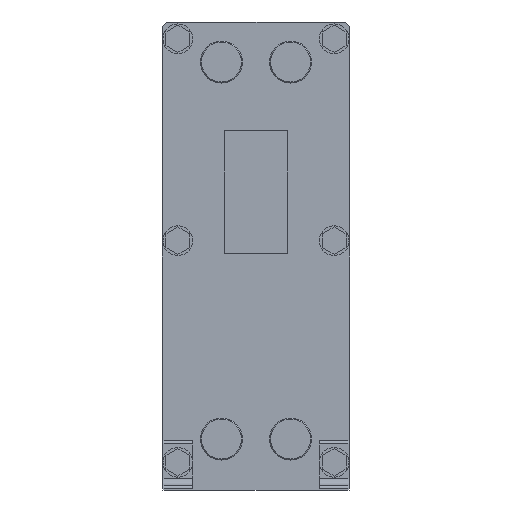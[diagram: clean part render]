
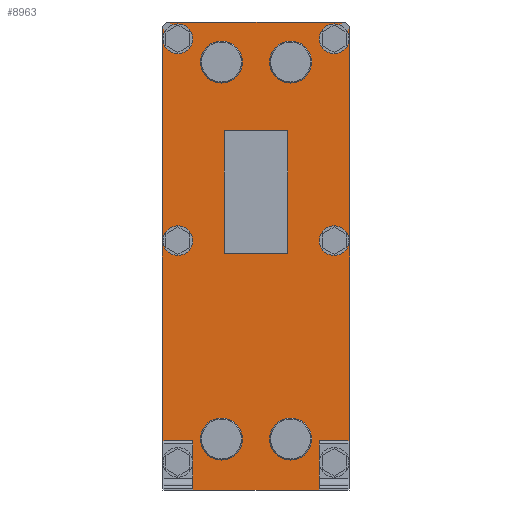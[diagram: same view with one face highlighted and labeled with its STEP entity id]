
A CAD part, front view. The second image highlights one B-rep face of the part: STEP entity #8963.
In plain terms, the highlighted planar face has unit normal (0, -1, 0).
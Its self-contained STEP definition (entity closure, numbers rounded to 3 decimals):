
#815=FACE_BOUND('',#1852,.T.);
#816=FACE_BOUND('',#1853,.T.);
#817=FACE_BOUND('',#1854,.T.);
#818=FACE_BOUND('',#1855,.T.);
#819=FACE_BOUND('',#1856,.T.);
#820=FACE_BOUND('',#1857,.T.);
#821=FACE_BOUND('',#1858,.T.);
#822=FACE_BOUND('',#1859,.T.);
#823=FACE_BOUND('',#1860,.T.);
#947=CIRCLE('',#9466,15.);
#948=CIRCLE('',#9467,15.);
#949=CIRCLE('',#9468,15.);
#950=CIRCLE('',#9469,15.);
#951=CIRCLE('',#9470,21.2);
#952=CIRCLE('',#9471,21.2);
#953=CIRCLE('',#9472,21.2);
#954=CIRCLE('',#9473,21.2);
#1361=FACE_OUTER_BOUND('',#1851,.T.);
#1851=EDGE_LOOP('',(#6419,#6420,#6421,#6422,#6423,#6424,#6425,#6426,#6427,
#6428,#6429,#6430,#6431,#6432));
#1852=EDGE_LOOP('',(#6433,#6434,#6435,#6436));
#1853=EDGE_LOOP('',(#6437));
#1854=EDGE_LOOP('',(#6438));
#1855=EDGE_LOOP('',(#6439));
#1856=EDGE_LOOP('',(#6440));
#1857=EDGE_LOOP('',(#6441));
#1858=EDGE_LOOP('',(#6442));
#1859=EDGE_LOOP('',(#6443));
#1860=EDGE_LOOP('',(#6444));
#2458=LINE('',#13197,#3478);
#2462=LINE('',#13204,#3482);
#2464=LINE('',#13208,#3484);
#2466=LINE('',#13212,#3486);
#2468=LINE('',#13216,#3488);
#2470=LINE('',#13220,#3490);
#2473=LINE('',#13226,#3493);
#2474=LINE('',#13229,#3494);
#2475=LINE('',#13231,#3495);
#2476=LINE('',#13233,#3496);
#2477=LINE('',#13235,#3497);
#2478=LINE('',#13237,#3498);
#2479=LINE('',#13239,#3499);
#2480=LINE('',#13240,#3500);
#2481=LINE('',#13243,#3501);
#2482=LINE('',#13245,#3502);
#2483=LINE('',#13247,#3503);
#2484=LINE('',#13248,#3504);
#3478=VECTOR('',#10376,10.);
#3482=VECTOR('',#10382,10.);
#3484=VECTOR('',#10386,10.);
#3486=VECTOR('',#10390,10.);
#3488=VECTOR('',#10394,10.);
#3490=VECTOR('',#10398,10.);
#3493=VECTOR('',#10403,10.);
#3494=VECTOR('',#10406,10.);
#3495=VECTOR('',#10407,10.);
#3496=VECTOR('',#10408,10.);
#3497=VECTOR('',#10409,10.);
#3498=VECTOR('',#10410,10.);
#3499=VECTOR('',#10411,10.);
#3500=VECTOR('',#10412,10.);
#3501=VECTOR('',#10413,10.);
#3502=VECTOR('',#10414,10.);
#3503=VECTOR('',#10415,10.);
#3504=VECTOR('',#10416,10.);
#4505=VERTEX_POINT('',#13194);
#4506=VERTEX_POINT('',#13196);
#4508=VERTEX_POINT('',#13202);
#4509=VERTEX_POINT('',#13206);
#4510=VERTEX_POINT('',#13210);
#4511=VERTEX_POINT('',#13214);
#4512=VERTEX_POINT('',#13218);
#4514=VERTEX_POINT('',#13224);
#4515=VERTEX_POINT('',#13228);
#4516=VERTEX_POINT('',#13230);
#4517=VERTEX_POINT('',#13232);
#4518=VERTEX_POINT('',#13234);
#4519=VERTEX_POINT('',#13236);
#4520=VERTEX_POINT('',#13238);
#4521=VERTEX_POINT('',#13241);
#4522=VERTEX_POINT('',#13242);
#4523=VERTEX_POINT('',#13244);
#4524=VERTEX_POINT('',#13246);
#4525=VERTEX_POINT('',#13249);
#4526=VERTEX_POINT('',#13251);
#4527=VERTEX_POINT('',#13253);
#4528=VERTEX_POINT('',#13255);
#4529=VERTEX_POINT('',#13257);
#4530=VERTEX_POINT('',#13259);
#4531=VERTEX_POINT('',#13261);
#4532=VERTEX_POINT('',#13263);
#5276=EDGE_CURVE('',#4506,#4505,#2458,.T.);
#5280=EDGE_CURVE('',#4505,#4508,#2462,.T.);
#5282=EDGE_CURVE('',#4508,#4509,#2464,.T.);
#5284=EDGE_CURVE('',#4509,#4510,#2466,.T.);
#5286=EDGE_CURVE('',#4510,#4511,#2468,.T.);
#5288=EDGE_CURVE('',#4511,#4512,#2470,.T.);
#5291=EDGE_CURVE('',#4512,#4514,#2473,.T.);
#5292=EDGE_CURVE('',#4514,#4515,#2474,.T.);
#5293=EDGE_CURVE('',#4515,#4516,#2475,.T.);
#5294=EDGE_CURVE('',#4516,#4517,#2476,.T.);
#5295=EDGE_CURVE('',#4518,#4517,#2477,.T.);
#5296=EDGE_CURVE('',#4518,#4519,#2478,.T.);
#5297=EDGE_CURVE('',#4519,#4520,#2479,.T.);
#5298=EDGE_CURVE('',#4520,#4506,#2480,.T.);
#5299=EDGE_CURVE('',#4521,#4522,#2481,.T.);
#5300=EDGE_CURVE('',#4522,#4523,#2482,.T.);
#5301=EDGE_CURVE('',#4523,#4524,#2483,.T.);
#5302=EDGE_CURVE('',#4524,#4521,#2484,.T.);
#5303=EDGE_CURVE('',#4525,#4525,#947,.T.);
#5304=EDGE_CURVE('',#4526,#4526,#948,.T.);
#5305=EDGE_CURVE('',#4527,#4527,#949,.T.);
#5306=EDGE_CURVE('',#4528,#4528,#950,.T.);
#5307=EDGE_CURVE('',#4529,#4529,#951,.T.);
#5308=EDGE_CURVE('',#4530,#4530,#952,.T.);
#5309=EDGE_CURVE('',#4531,#4531,#953,.T.);
#5310=EDGE_CURVE('',#4532,#4532,#954,.T.);
#6419=ORIENTED_EDGE('',*,*,#5292,.T.);
#6420=ORIENTED_EDGE('',*,*,#5293,.T.);
#6421=ORIENTED_EDGE('',*,*,#5294,.T.);
#6422=ORIENTED_EDGE('',*,*,#5295,.F.);
#6423=ORIENTED_EDGE('',*,*,#5296,.T.);
#6424=ORIENTED_EDGE('',*,*,#5297,.T.);
#6425=ORIENTED_EDGE('',*,*,#5298,.T.);
#6426=ORIENTED_EDGE('',*,*,#5276,.T.);
#6427=ORIENTED_EDGE('',*,*,#5280,.T.);
#6428=ORIENTED_EDGE('',*,*,#5282,.T.);
#6429=ORIENTED_EDGE('',*,*,#5284,.T.);
#6430=ORIENTED_EDGE('',*,*,#5286,.T.);
#6431=ORIENTED_EDGE('',*,*,#5288,.T.);
#6432=ORIENTED_EDGE('',*,*,#5291,.T.);
#6433=ORIENTED_EDGE('',*,*,#5299,.T.);
#6434=ORIENTED_EDGE('',*,*,#5300,.T.);
#6435=ORIENTED_EDGE('',*,*,#5301,.T.);
#6436=ORIENTED_EDGE('',*,*,#5302,.T.);
#6437=ORIENTED_EDGE('',*,*,#5303,.T.);
#6438=ORIENTED_EDGE('',*,*,#5304,.T.);
#6439=ORIENTED_EDGE('',*,*,#5305,.T.);
#6440=ORIENTED_EDGE('',*,*,#5306,.T.);
#6441=ORIENTED_EDGE('',*,*,#5307,.T.);
#6442=ORIENTED_EDGE('',*,*,#5308,.T.);
#6443=ORIENTED_EDGE('',*,*,#5309,.T.);
#6444=ORIENTED_EDGE('',*,*,#5310,.T.);
#8609=PLANE('',#9465);
#8963=ADVANCED_FACE('',(#1361,#815,#816,#817,#818,#819,#820,#821,#822,#823),
#8609,.T.);
#9465=AXIS2_PLACEMENT_3D('',#13227,#10404,#10405);
#9466=AXIS2_PLACEMENT_3D('',#13250,#10417,#10418);
#9467=AXIS2_PLACEMENT_3D('',#13252,#10419,#10420);
#9468=AXIS2_PLACEMENT_3D('',#13254,#10421,#10422);
#9469=AXIS2_PLACEMENT_3D('',#13256,#10423,#10424);
#9470=AXIS2_PLACEMENT_3D('',#13258,#10425,#10426);
#9471=AXIS2_PLACEMENT_3D('',#13260,#10427,#10428);
#9472=AXIS2_PLACEMENT_3D('',#13262,#10429,#10430);
#9473=AXIS2_PLACEMENT_3D('',#13264,#10431,#10432);
#10376=DIRECTION('',(0.707,0.,0.707));
#10382=DIRECTION('',(0.,0.,1.));
#10386=DIRECTION('',(-0.707,0.,0.707));
#10390=DIRECTION('',(-1.,0.,0.));
#10394=DIRECTION('',(-0.707,0.,-0.707));
#10398=DIRECTION('',(0.,0.,-1.));
#10403=DIRECTION('',(0.707,0.,-0.707));
#10404=DIRECTION('center_axis',(0.,-1.,0.));
#10405=DIRECTION('ref_axis',(1.,0.,0.));
#10406=DIRECTION('',(0.,0.,1.));
#10407=DIRECTION('',(1.,0.,0.));
#10408=DIRECTION('',(0.,0.,-1.));
#10409=DIRECTION('',(-1.,0.,0.));
#10410=DIRECTION('',(0.,0.,1.));
#10411=DIRECTION('',(1.,0.,0.));
#10412=DIRECTION('',(0.,0.,-1.));
#10413=DIRECTION('',(0.,0.,1.));
#10414=DIRECTION('',(1.,0.,0.));
#10415=DIRECTION('',(0.,0.,-1.));
#10416=DIRECTION('',(-1.,0.,0.));
#10417=DIRECTION('center_axis',(0.,1.,0.));
#10418=DIRECTION('ref_axis',(-1.,0.,0.));
#10419=DIRECTION('center_axis',(0.,1.,0.));
#10420=DIRECTION('ref_axis',(-1.,0.,0.));
#10421=DIRECTION('center_axis',(0.,1.,0.));
#10422=DIRECTION('ref_axis',(-1.,0.,0.));
#10423=DIRECTION('center_axis',(0.,1.,0.));
#10424=DIRECTION('ref_axis',(-1.,0.,0.));
#10425=DIRECTION('center_axis',(0.,1.,0.));
#10426=DIRECTION('ref_axis',(-1.,0.,0.));
#10427=DIRECTION('center_axis',(0.,1.,0.));
#10428=DIRECTION('ref_axis',(-1.,0.,0.));
#10429=DIRECTION('center_axis',(0.,1.,0.));
#10430=DIRECTION('ref_axis',(-1.,0.,0.));
#10431=DIRECTION('center_axis',(0.,1.,0.));
#10432=DIRECTION('ref_axis',(-1.,0.,0.));
#13194=CARTESIAN_POINT('',(95.,-25.,5.));
#13196=CARTESIAN_POINT('',(94.,-25.,4.));
#13197=CARTESIAN_POINT('',(95.,-25.,5.));
#13202=CARTESIAN_POINT('',(95.,-25.,468.));
#13204=CARTESIAN_POINT('',(95.,-25.,468.));
#13206=CARTESIAN_POINT('',(90.,-25.,473.));
#13208=CARTESIAN_POINT('',(90.,-25.,473.));
#13210=CARTESIAN_POINT('',(-90.,-25.,473.));
#13212=CARTESIAN_POINT('',(-90.,-25.,473.));
#13214=CARTESIAN_POINT('',(-95.,-25.,468.));
#13216=CARTESIAN_POINT('',(-95.,-25.,468.));
#13218=CARTESIAN_POINT('',(-95.,-25.,5.));
#13220=CARTESIAN_POINT('',(-95.,-25.,5.));
#13224=CARTESIAN_POINT('',(-94.,-25.,4.));
#13226=CARTESIAN_POINT('',(-90.,-25.,0.));
#13227=CARTESIAN_POINT('Origin',(0.,-25.,236.5));
#13228=CARTESIAN_POINT('',(-94.,-25.,50.));
#13229=CARTESIAN_POINT('',(-94.,-25.,125.641));
#13230=CARTESIAN_POINT('',(-64.,-25.,50.));
#13231=CARTESIAN_POINT('',(0.,-25.,50.));
#13232=CARTESIAN_POINT('',(-64.,-25.,0.));
#13233=CARTESIAN_POINT('',(-64.,-25.,50.));
#13234=CARTESIAN_POINT('',(64.,-25.,0.));
#13235=CARTESIAN_POINT('',(-45.,-25.,0.));
#13236=CARTESIAN_POINT('',(64.,-25.,50.));
#13237=CARTESIAN_POINT('',(64.,-25.,50.));
#13238=CARTESIAN_POINT('',(94.,-25.,50.));
#13239=CARTESIAN_POINT('',(0.,-25.,50.));
#13240=CARTESIAN_POINT('',(94.,-25.,125.641));
#13241=CARTESIAN_POINT('',(-32.25,-25.,239.2));
#13242=CARTESIAN_POINT('',(-32.25,-25.,363.));
#13243=CARTESIAN_POINT('',(-32.25,-25.,237.85));
#13244=CARTESIAN_POINT('',(32.25,-25.,363.));
#13245=CARTESIAN_POINT('',(-16.125,-25.,363.));
#13246=CARTESIAN_POINT('',(32.25,-25.,239.2));
#13247=CARTESIAN_POINT('',(32.25,-25.,299.75));
#13248=CARTESIAN_POINT('',(16.125,-25.,239.2));
#13249=CARTESIAN_POINT('',(-64.,-25.,252.));
#13250=CARTESIAN_POINT('Origin',(-79.,-25.,252.));
#13251=CARTESIAN_POINT('',(-64.,-25.,456.));
#13252=CARTESIAN_POINT('Origin',(-79.,-25.,456.));
#13253=CARTESIAN_POINT('',(94.,-25.,456.));
#13254=CARTESIAN_POINT('Origin',(79.,-25.,456.));
#13255=CARTESIAN_POINT('',(94.,-25.,252.));
#13256=CARTESIAN_POINT('Origin',(79.,-25.,252.));
#13257=CARTESIAN_POINT('',(-13.8,-25.,51.5));
#13258=CARTESIAN_POINT('Origin',(-35.,-25.,51.5));
#13259=CARTESIAN_POINT('',(-13.8,-25.,432.5));
#13260=CARTESIAN_POINT('Origin',(-35.,-25.,432.5));
#13261=CARTESIAN_POINT('',(56.2,-25.,432.5));
#13262=CARTESIAN_POINT('Origin',(35.,-25.,432.5));
#13263=CARTESIAN_POINT('',(56.2,-25.,51.5));
#13264=CARTESIAN_POINT('Origin',(35.,-25.,51.5));
